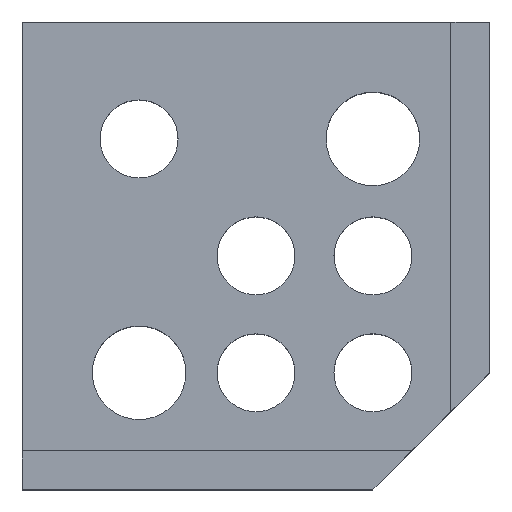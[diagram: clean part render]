
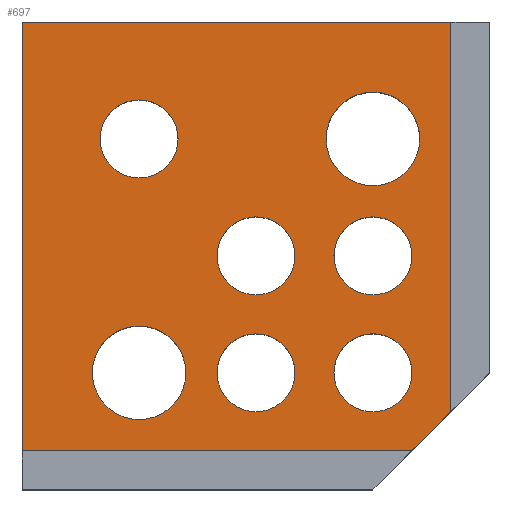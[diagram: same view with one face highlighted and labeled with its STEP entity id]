
A CAD part, top view. The second image highlights one B-rep face of the part: STEP entity #697.
In plain terms, the highlighted planar face has unit normal (0, 0, 1).
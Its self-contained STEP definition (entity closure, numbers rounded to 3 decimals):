
#143=CARTESIAN_POINT('POINT13',(-30.,-25.,10.));
#144=VERTEX_POINT('VERTEX13',#143);
#151=CARTESIAN_POINT('POINT14',(-30.,30.,10.));
#152=VERTEX_POINT('VERTEX14',#151);
#153=CARTESIAN_POINT('POS20',(-30.,0.,10.));
#154=DIRECTION('DIR24',(0.,-1.,0.));
#155=VECTOR('VEC16',#154,1.);
#156=LINE('STRAIGHT16',#153,#155);
#157=EDGE_CURVE('EDGE16',#152,#144,#156,.T.);
#183=CARTESIAN_POINT('POINT16',(25.,30.,10.)
   );
#184=VERTEX_POINT('VERTEX16',#183);
#200=CARTESIAN_POINT('POS26',(0.,30.,10.));
#201=DIRECTION('DIR31',(-1.,0.,0.));
#202=VECTOR('VEC21',#201,1.);
#203=LINE('STRAIGHT21',#200,#202);
#204=EDGE_CURVE('EDGE21',#184,#152,#203,.T.);
#215=CARTESIAN_POINT('POINT17',(25.,
   -20.,10.));
#216=VERTEX_POINT('VERTEX17',#215);
#217=CARTESIAN_POINT('POS28',(25.,0.5,10.));
#218=DIRECTION('DIR34',(0.,1.,0.));
#219=VECTOR('VEC22',#218,1.);
#220=LINE('STRAIGHT22',#217,#219);
#221=EDGE_CURVE('EDGE22',#216,#184,#220,.T.);
#238=CARTESIAN_POINT('POINT18',(20.,-25.,10.
   ));
#239=VERTEX_POINT('VERTEX18',#238);
#257=CARTESIAN_POINT('POS33',(22.5,
   -22.5,10.));
#258=DIRECTION('DIR40',(0.707,0.707,
   0.));
#259=VECTOR('VEC26',#258,1.);
#260=LINE('STRAIGHT26',#257,#259);
#261=EDGE_CURVE('EDGE26',#239,#216,#260,.T.);
#274=CARTESIAN_POINT('POS35',(-0.5,-25.,10.));
#275=DIRECTION('DIR43',(1.,0.,0.));
#276=VECTOR('VEC27',#275,1.);
#277=LINE('STRAIGHT27',#274,#276);
#278=EDGE_CURVE('EDGE27',#144,#239,#277,.T.);
#288=CARTESIAN_POINT('POINT19',(-9.995,15.,10.));
#289=VERTEX_POINT('VERTEX19',#288);
#307=CARTESIAN_POINT('POINT22',(-20.005,15.,10.));
#308=VERTEX_POINT('VERTEX22',#307);
#315=CARTESIAN_POINT('POS40',(-15.,15.,10.));
#316=DIRECTION('DIR50',(0.,0.,-1.));
#317=DIRECTION('DIR51',(1.,0.,0.));
#318=AXIS2_PLACEMENT_3D('AXIS11',#315,#316,#317);
#319=CIRCLE('ELLIPSE2',#318,5.005);
#320=EDGE_CURVE('EDGE31',#289,#308,#319,.T.);
#331=EDGE_CURVE('EDGE32',#308,#289,#319,.T.);
#339=CARTESIAN_POINT('POINT23',(-9.,-15.,10.));
#340=VERTEX_POINT('VERTEX23',#339);
#358=CARTESIAN_POINT('POINT26',(-21.,-15.,10.));
#359=VERTEX_POINT('VERTEX26',#358);
#366=CARTESIAN_POINT('POS45',(-15.,-15.,10.));
#367=DIRECTION('DIR58',(0.,0.,-1.));
#368=DIRECTION('DIR59',(1.,0.,0.));
#369=AXIS2_PLACEMENT_3D('AXIS14',#366,#367,#368);
#370=CIRCLE('ELLIPSE4',#369,6.);
#371=EDGE_CURVE('EDGE37',#340,#359,#370,.T.);
#382=EDGE_CURVE('EDGE38',#359,#340,#370,.T.);
#390=CARTESIAN_POINT('POINT27',(21.,15.,10.));
#391=VERTEX_POINT('VERTEX27',#390);
#409=CARTESIAN_POINT('POINT30',(9.,15.,10.));
#410=VERTEX_POINT('VERTEX30',#409);
#417=CARTESIAN_POINT('POS50',(15.,15.,10.));
#418=DIRECTION('DIR66',(0.,0.,-1.));
#419=DIRECTION('DIR67',(1.,0.,0.));
#420=AXIS2_PLACEMENT_3D('AXIS17',#417,#418,#419);
#421=CIRCLE('ELLIPSE6',#420,6.);
#422=EDGE_CURVE('EDGE43',#391,#410,#421,.T.);
#433=EDGE_CURVE('EDGE44',#410,#391,#421,.T.);
#441=CARTESIAN_POINT('POINT31',(5.,0.,10.
   ));
#442=VERTEX_POINT('VERTEX31',#441);
#460=CARTESIAN_POINT('POINT34',(-5.,0.,
   10.));
#461=VERTEX_POINT('VERTEX34',#460);
#468=CARTESIAN_POINT('POS55',(0.,0.,10.));
#469=DIRECTION('DIR74',(0.,0.,-1.));
#470=DIRECTION('DIR75',(1.,0.,0.));
#471=AXIS2_PLACEMENT_3D('AXIS20',#468,#469,#470);
#472=CIRCLE('ELLIPSE8',#471,5.);
#473=EDGE_CURVE('EDGE49',#442,#461,#472,.T.);
#484=EDGE_CURVE('EDGE50',#461,#442,#472,.T.);
#492=CARTESIAN_POINT('POINT35',(20.,0.,10.
   ));
#493=VERTEX_POINT('VERTEX35',#492);
#511=CARTESIAN_POINT('POINT38',(10.,0.,10.
   ));
#512=VERTEX_POINT('VERTEX38',#511);
#519=CARTESIAN_POINT('POS60',(15.,0.,10.));
#520=DIRECTION('DIR82',(0.,0.,-1.));
#521=DIRECTION('DIR83',(1.,0.,0.));
#522=AXIS2_PLACEMENT_3D('AXIS23',#519,#520,#521);
#523=CIRCLE('ELLIPSE10',#522,5.);
#524=EDGE_CURVE('EDGE55',#493,#512,#523,.T.);
#535=EDGE_CURVE('EDGE56',#512,#493,#523,.T.);
#543=CARTESIAN_POINT('POINT39',(5.,-15.,10.));
#544=VERTEX_POINT('VERTEX39',#543);
#562=CARTESIAN_POINT('POINT42',(-5.,-15.,10.));
#563=VERTEX_POINT('VERTEX42',#562);
#570=CARTESIAN_POINT('POS65',(0.,-15.,10.));
#571=DIRECTION('DIR90',(0.,0.,-1.));
#572=DIRECTION('DIR91',(1.,0.,0.));
#573=AXIS2_PLACEMENT_3D('AXIS26',#570,#571,#572);
#574=CIRCLE('ELLIPSE12',#573,5.);
#575=EDGE_CURVE('EDGE61',#544,#563,#574,.T.);
#586=EDGE_CURVE('EDGE62',#563,#544,#574,.T.);
#646=ORIENTED_EDGE('COEDGE112',*,*,#586,.T.);
#647=ORIENTED_EDGE('COEDGE113',*,*,#575,.T.);
#648=EDGE_LOOP('NONE',(#646,#647));
#649=FACE_BOUND('LOOP1',#648,.T.);
#650=ORIENTED_EDGE('COEDGE114',*,*,#535,.T.);
#651=ORIENTED_EDGE('COEDGE115',*,*,#524,.T.);
#652=EDGE_LOOP('NONE',(#650,#651));
#653=FACE_BOUND('LOOP1',#652,.T.);
#654=ORIENTED_EDGE('COEDGE116',*,*,#484,.T.);
#655=ORIENTED_EDGE('COEDGE117',*,*,#473,.T.);
#656=EDGE_LOOP('NONE',(#654,#655));
#657=FACE_BOUND('LOOP1',#656,.T.);
#658=ORIENTED_EDGE('COEDGE118',*,*,#433,.T.);
#659=ORIENTED_EDGE('COEDGE119',*,*,#422,.T.);
#660=EDGE_LOOP('NONE',(#658,#659));
#661=FACE_BOUND('LOOP1',#660,.T.);
#662=ORIENTED_EDGE('COEDGE120',*,*,#382,.T.);
#663=ORIENTED_EDGE('COEDGE121',*,*,#371,.T.);
#664=EDGE_LOOP('NONE',(#662,#663));
#665=FACE_BOUND('LOOP1',#664,.T.);
#666=ORIENTED_EDGE('COEDGE122',*,*,#331,.T.);
#667=ORIENTED_EDGE('COEDGE123',*,*,#320,.T.);
#668=EDGE_LOOP('NONE',(#666,#667));
#669=FACE_BOUND('LOOP1',#668,.T.);
#670=CARTESIAN_POINT('POINT45',(9.995,-15.,10.));
#671=VERTEX_POINT('VERTEX45',#670);
#672=CARTESIAN_POINT('POINT46',(20.005,-15.,10.));
#673=VERTEX_POINT('VERTEX46',#672);
#674=CARTESIAN_POINT('POS69',(15.,-15.,10.));
#675=DIRECTION('DIR98',(0.,0.,-1.));
#676=DIRECTION('DIR99',(1.,0.,0.));
#677=AXIS2_PLACEMENT_3D('AXIS30',#674,#675,#676);
#678=CIRCLE('ELLIPSE14',#677,5.005);
#679=EDGE_CURVE('EDGE66',#671,#673,#678,.T.);
#680=ORIENTED_EDGE('COEDGE124',*,*,#679,.T.);
#681=EDGE_CURVE('EDGE67',#673,#671,#678,.T.);
#682=ORIENTED_EDGE('COEDGE125',*,*,#681,.T.);
#683=EDGE_LOOP('NONE',(#680,#682));
#684=FACE_BOUND('LOOP1',#683,.T.);
#685=ORIENTED_EDGE('COEDGE126',*,*,#278,.T.);
#686=ORIENTED_EDGE('COEDGE127',*,*,#261,.T.);
#687=ORIENTED_EDGE('COEDGE128',*,*,#221,.T.);
#688=ORIENTED_EDGE('COEDGE129',*,*,#204,.T.);
#689=ORIENTED_EDGE('COEDGE130',*,*,#157,.T.);
#690=EDGE_LOOP('NONE',(#685,#686,#687,#688,#689));
#691=FACE_BOUND('LOOP1',#690,.T.);
#692=CARTESIAN_POINT('POS70',(0.,0.,10.));
#693=DIRECTION('DIR100',(0.,0.,1.));
#694=DIRECTION('DIR101',(1.,0.,0.));
#695=AXIS2_PLACEMENT_3D('AXIS31',#692,#693,#694);
#696=PLANE('PLANE11',#695);
#697=ADVANCED_FACE('FACE23',(#649,#653,#657,#661,#665,#669,#684,#691),
   #696,.T.);
